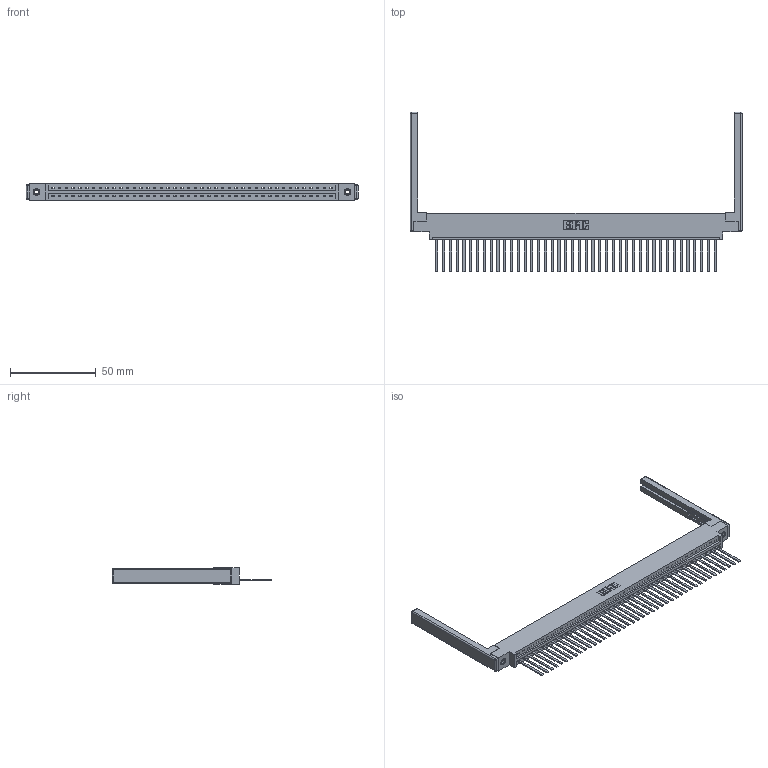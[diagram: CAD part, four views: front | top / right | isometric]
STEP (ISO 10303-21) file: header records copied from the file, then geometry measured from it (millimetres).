
FILE_DESCRIPTION (( 'STEP AP203' ), '1' );
FILE_NAME ('337-042-544-668.STEP', '2019-10-01T22:39:06', ( '' ), ( '' ), 'SwSTEP 2.0', 'SolidWorks 2016', '' );
FILE_SCHEMA (( 'CONFIG_CONTROL_DESIGN' ));
Length unit declared in the file: inch
Products named in the file (5): 307-220-068; 345-292-001_345-293-144; 337 Part_0.170 Offset - 0.156 Dia-TI; 337-042-544-668; 345-250-001_345-250-001-102
Assembly tree (47 placements, depth 2):
  337-042-544-668
    337 Part_0.170 Offset - 0.156 Dia-TI
    345-292-001_345-293-144  x42
    345-250-001_345-250-001-102  x2
    307-220-068  x2
Bounding box: 193.85 x 93.35 x 9.4 mm (x, y, z)
Volume: 24907.9 mm3; surface area: 26990.1 mm2
Topology: 47 solids, 47 shells, 2624 faces, 7853 edges, 5158 vertices
Faces by surface type: plane 1926, cylinder 674, cone 12, sphere 8, torus 4
Entity records: 33928 total; most frequent: CARTESIAN_POINT 5865, ORIENTED_EDGE 5832, DIRECTION 5006, EDGE_CURVE 2916, VECTOR 2742, LINE 2742, VERTEX_POINT 1934, AXIS2_PLACEMENT_3D 1132
